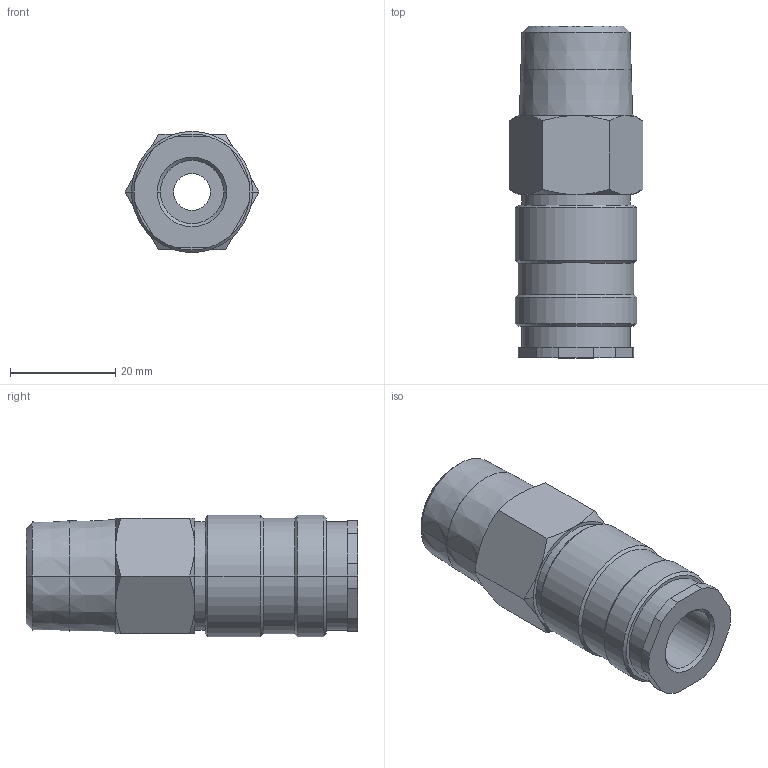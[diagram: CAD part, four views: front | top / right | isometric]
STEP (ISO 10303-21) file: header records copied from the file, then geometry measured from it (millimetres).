
FILE_DESCRIPTION(('STEP AP214'),'1');
FILE_NAME('esai_12_a.stp','2020-03-05T09:23:54',('TraceParts'),('TraceParts S.A.'),'Spatial InterOp 3D',' ',' ');
FILE_SCHEMA(('automotive_design'));
Length unit declared in the file: millimetre
Products named in the file (1): 1
Bounding box: 25.4 x 63 x 23 mm (x, y, z)
Volume: 19844.9 mm3; surface area: 7196.3 mm2
Topology: 1 solids, 1 shells, 76 faces, 168 edges, 102 vertices
Faces by surface type: cone 32, cylinder 22, plane 22
Entity records: 2742 total; most frequent: CARTESIAN_POINT 443, DIRECTION 376, ORIENTED_EDGE 336, EDGE_CURVE 168, AXIS2_PLACEMENT_3D 155, VERTEX_POINT 102, EDGE_LOOP 86, CIRCLE 78
